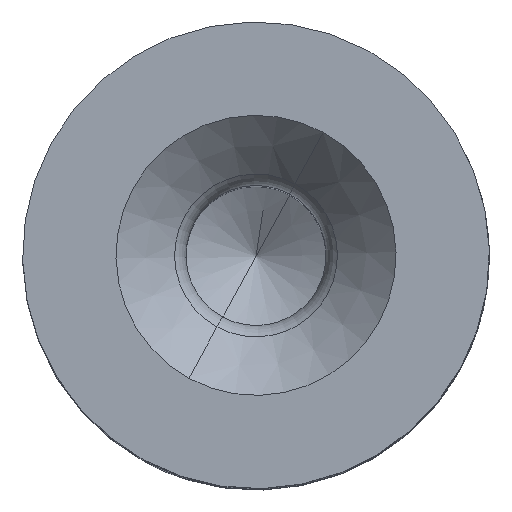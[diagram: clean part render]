
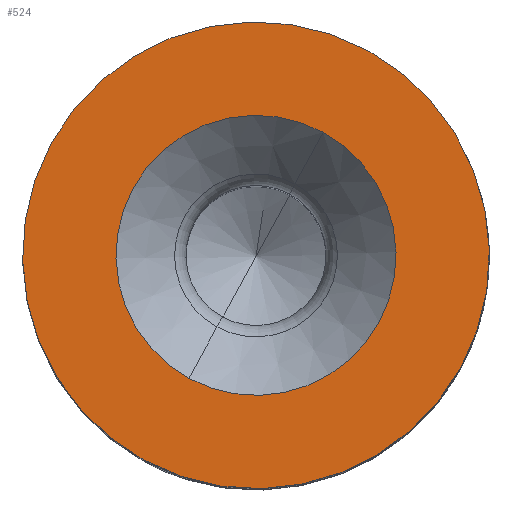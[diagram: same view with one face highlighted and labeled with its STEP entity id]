
A CAD part, top view. The second image highlights one B-rep face of the part: STEP entity #524.
In plain terms, the highlighted planar face has unit normal (0, 0, 1).
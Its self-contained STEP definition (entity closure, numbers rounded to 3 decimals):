
#367=AXIS2_PLACEMENT_3D('Circle Axis2P3D',#365,#366,$) ;
#391=AXIS2_PLACEMENT_3D('Circle Axis2P3D',#389,#390,$) ;
#500=AXIS2_PLACEMENT_3D('Plane Axis2P3D',#497,#498,#499) ;
#504=AXIS2_PLACEMENT_3D('Circle Axis2P3D',#502,#503,$) ;
#513=AXIS2_PLACEMENT_3D('Circle Axis2P3D',#511,#512,$) ;
#362=CARTESIAN_POINT('Vertex',(3.863,4.58,29.1)) ;
#365=CARTESIAN_POINT('Axis2P3D Location',(3.,3.,29.1)) ;
#369=CARTESIAN_POINT('Vertex',(2.137,1.42,29.1)) ;
#389=CARTESIAN_POINT('Axis2P3D Location',(3.,3.,29.1)) ;
#497=CARTESIAN_POINT('Axis2P3D Location',(3.,0.,29.1)) ;
#502=CARTESIAN_POINT('Axis2P3D Location',(3.,3.,29.1)) ;
#506=CARTESIAN_POINT('Vertex',(1.562,0.367,29.1)) ;
#508=CARTESIAN_POINT('Vertex',(4.438,5.633,29.1)) ;
#511=CARTESIAN_POINT('Axis2P3D Location',(3.,3.,29.1)) ;
#366=DIRECTION('Axis2P3D Direction',(0.,0.,1.)) ;
#390=DIRECTION('Axis2P3D Direction',(0.,0.,1.)) ;
#498=DIRECTION('Axis2P3D Direction',(0.,0.,-1.)) ;
#499=DIRECTION('Axis2P3D XDirection',(1.,0.,0.)) ;
#503=DIRECTION('Axis2P3D Direction',(0.,0.,-1.)) ;
#512=DIRECTION('Axis2P3D Direction',(0.,0.,-1.)) ;
#517=ORIENTED_EDGE('',*,*,#510,.F.) ;
#518=ORIENTED_EDGE('',*,*,#515,.F.) ;
#521=ORIENTED_EDGE('',*,*,#393,.T.) ;
#522=ORIENTED_EDGE('',*,*,#371,.T.) ;
#523=FACE_BOUND('',#520,.T.) ;
#524=ADVANCED_FACE('Hauptkoerper',(#519,#523),#501,.F.) ;
#368=CIRCLE('generated circle',#367,1.8) ;
#392=CIRCLE('generated circle',#391,1.8) ;
#505=CIRCLE('generated circle',#504,3.) ;
#514=CIRCLE('generated circle',#513,3.) ;
#371=EDGE_CURVE('',#370,#363,#368,.F.) ;
#393=EDGE_CURVE('',#363,#370,#392,.F.) ;
#510=EDGE_CURVE('',#507,#509,#505,.T.) ;
#515=EDGE_CURVE('',#509,#507,#514,.T.) ;
#516=EDGE_LOOP('',(#517,#518)) ;
#520=EDGE_LOOP('',(#521,#522)) ;
#519=FACE_OUTER_BOUND('',#516,.T.) ;
#501=PLANE('',#500) ;
#363=VERTEX_POINT('',#362) ;
#370=VERTEX_POINT('',#369) ;
#507=VERTEX_POINT('',#506) ;
#509=VERTEX_POINT('',#508) ;
